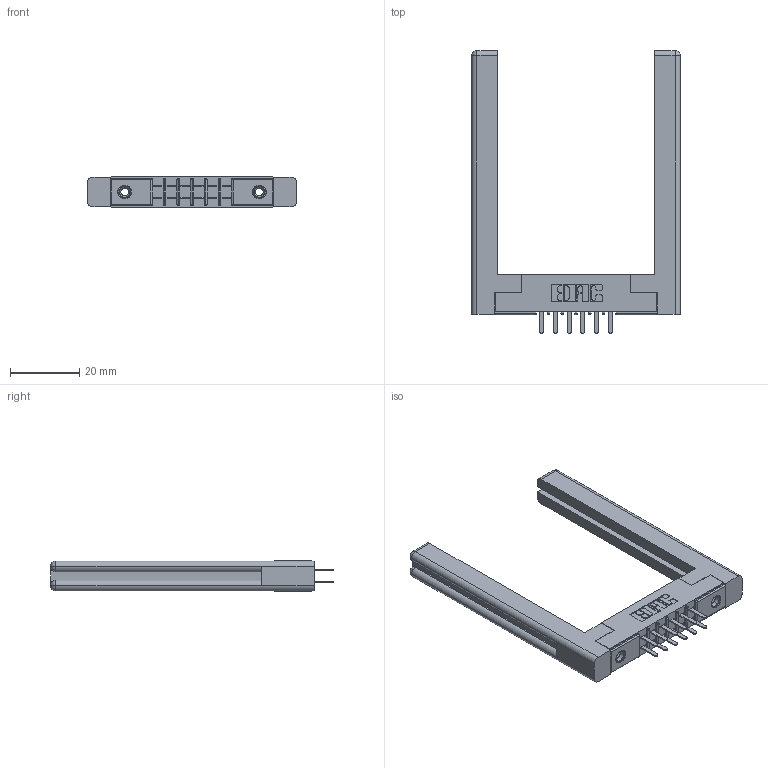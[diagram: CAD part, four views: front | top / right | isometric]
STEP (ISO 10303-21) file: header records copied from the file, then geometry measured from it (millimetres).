
FILE_DESCRIPTION (( 'STEP AP203' ), '1' );
FILE_NAME ('355-012-520-258.STEP', '2019-09-11T00:39:45', ( '' ), ( '' ), 'SwSTEP 2.0', 'SolidWorks 2016', '' );
FILE_SCHEMA (( 'CONFIG_CONTROL_DESIGN' ));
Length unit declared in the file: inch
Products named in the file (5): 307-220-058; 305 Part_.156 Dia; 305-290-001_520; 355-012-520-258; 345-250-001_345-250-001-102
Assembly tree (17 placements, depth 2):
  355-012-520-258
    305 Part_.156 Dia
    305-290-001_520  x12
    345-250-001_345-250-001-102  x2
    307-220-058  x2
Bounding box: 60.4 x 81.74 x 8.71 mm (x, y, z)
Volume: 11530.9 mm3; surface area: 11319.6 mm2
Topology: 17 solids, 17 shells, 810 faces, 2248 edges, 1452 vertices
Faces by surface type: plane 476, cylinder 286, sphere 24, cone 12, torus 12
Entity records: 13392 total; most frequent: CARTESIAN_POINT 2231, ORIENTED_EDGE 2150, DIRECTION 2149, EDGE_CURVE 1075, VECTOR 821, LINE 821, VERTEX_POINT 692, AXIS2_PLACEMENT_3D 664
